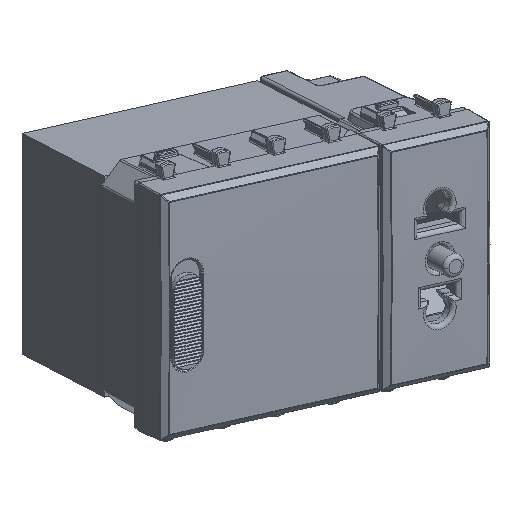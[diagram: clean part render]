
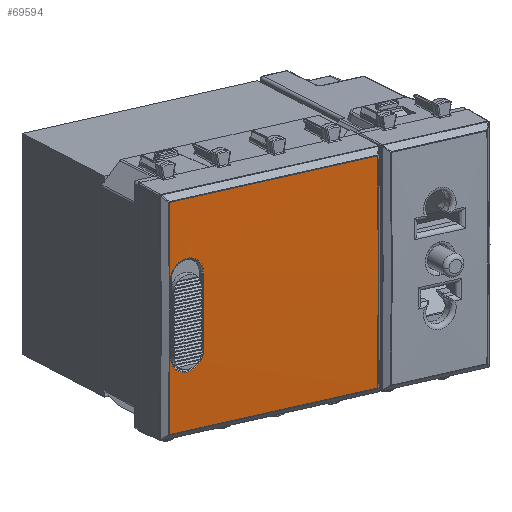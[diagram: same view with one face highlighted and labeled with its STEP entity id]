
A CAD part, top view. The second image highlights one B-rep face of the part: STEP entity #69594.
In plain terms, the highlighted cylindrical face has radius 825.133 mm (diameter 1650.27 mm), a partial arc.
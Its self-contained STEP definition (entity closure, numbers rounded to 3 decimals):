
#68989=CARTESIAN_POINT('Vertex',(-6.903,14.363,9.246)) ;
#68993=CARTESIAN_POINT('Control Point',(-6.903,14.363,9.246)) ;
#68994=CARTESIAN_POINT('Control Point',(-4.362,14.363,9.267)) ;
#68995=CARTESIAN_POINT('Control Point',(-1.822,14.363,9.279)) ;
#68996=CARTESIAN_POINT('Control Point',(0.718,14.363,9.281)) ;
#68997=CARTESIAN_POINT('Control Point',(3.479,14.363,9.272)) ;
#68998=CARTESIAN_POINT('Control Point',(6.24,14.363,9.251)) ;
#68999=CARTESIAN_POINT('Control Point',(6.461,14.363,9.25)) ;
#69000=CARTESIAN_POINT('Control Point',(6.682,14.363,9.248)) ;
#69001=CARTESIAN_POINT('Control Point',(6.903,14.363,9.246)) ;
#69002=CARTESIAN_POINT('Vertex',(6.903,14.363,9.246)) ;
#69074=CARTESIAN_POINT('Control Point',(6.903,21.137,9.246)) ;
#69075=CARTESIAN_POINT('Control Point',(7.138,21.136,9.244)) ;
#69076=CARTESIAN_POINT('Control Point',(7.373,21.116,9.242)) ;
#69077=CARTESIAN_POINT('Control Point',(7.606,21.075,9.24)) ;
#69078=CARTESIAN_POINT('Control Point',(8.334,20.88,9.233)) ;
#69079=CARTESIAN_POINT('Control Point',(8.992,20.489,9.226)) ;
#69080=CARTESIAN_POINT('Control Point',(9.386,20.136,9.222)) ;
#69081=CARTESIAN_POINT('Control Point',(10.021,19.299,9.214)) ;
#69082=CARTESIAN_POINT('Control Point',(10.304,18.287,9.211)) ;
#69083=CARTESIAN_POINT('Control Point',(10.346,17.76,9.21)) ;
#69084=CARTESIAN_POINT('Control Point',(10.267,17.064,9.211)) ;
#69085=CARTESIAN_POINT('Control Point',(10.021,16.42,9.214)) ;
#69086=CARTESIAN_POINT('Control Point',(9.95,16.263,9.215)) ;
#69087=CARTESIAN_POINT('Control Point',(9.705,15.807,9.218)) ;
#69088=CARTESIAN_POINT('Control Point',(9.378,15.403,9.222)) ;
#69089=CARTESIAN_POINT('Control Point',(9.126,15.163,9.225)) ;
#69090=CARTESIAN_POINT('Control Point',(8.637,14.804,9.23)) ;
#69091=CARTESIAN_POINT('Control Point',(8.084,14.561,9.235)) ;
#69092=CARTESIAN_POINT('Control Point',(7.838,14.48,9.238)) ;
#69093=CARTESIAN_POINT('Control Point',(7.543,14.414,9.241)) ;
#69094=CARTESIAN_POINT('Control Point',(7.245,14.381,9.243)) ;
#69095=CARTESIAN_POINT('Control Point',(7.202,14.376,9.244)) ;
#69096=CARTESIAN_POINT('Control Point',(7.117,14.37,9.244)) ;
#69097=CARTESIAN_POINT('Control Point',(7.031,14.365,9.245)) ;
#69098=CARTESIAN_POINT('Control Point',(6.988,14.364,9.245)) ;
#69099=CARTESIAN_POINT('Control Point',(6.945,14.363,9.246)) ;
#69100=CARTESIAN_POINT('Control Point',(6.903,14.363,9.246)) ;
#69101=CARTESIAN_POINT('Vertex',(6.903,21.137,9.246)) ;
#69155=CARTESIAN_POINT('Control Point',(6.903,21.137,9.246)) ;
#69156=CARTESIAN_POINT('Control Point',(5.743,21.137,9.256)) ;
#69157=CARTESIAN_POINT('Control Point',(4.583,21.137,9.263)) ;
#69158=CARTESIAN_POINT('Control Point',(3.424,21.137,9.269)) ;
#69159=CARTESIAN_POINT('Control Point',(0.663,21.137,9.278)) ;
#69160=CARTESIAN_POINT('Control Point',(-2.098,21.137,9.275)) ;
#69161=CARTESIAN_POINT('Control Point',(-3.7,21.137,9.269)) ;
#69162=CARTESIAN_POINT('Control Point',(-5.301,21.137,9.26)) ;
#69163=CARTESIAN_POINT('Control Point',(-6.903,21.137,9.246)) ;
#69164=CARTESIAN_POINT('Vertex',(-6.903,21.137,9.246)) ;
#69236=CARTESIAN_POINT('Control Point',(-6.903,14.363,9.246)) ;
#69237=CARTESIAN_POINT('Control Point',(-7.138,14.364,9.244)) ;
#69238=CARTESIAN_POINT('Control Point',(-7.373,14.384,9.242)) ;
#69239=CARTESIAN_POINT('Control Point',(-7.606,14.425,9.24)) ;
#69240=CARTESIAN_POINT('Control Point',(-8.334,14.62,9.233)) ;
#69241=CARTESIAN_POINT('Control Point',(-8.992,15.011,9.226)) ;
#69242=CARTESIAN_POINT('Control Point',(-9.386,15.364,9.222)) ;
#69243=CARTESIAN_POINT('Control Point',(-10.021,16.201,9.214)) ;
#69244=CARTESIAN_POINT('Control Point',(-10.304,17.213,9.211)) ;
#69245=CARTESIAN_POINT('Control Point',(-10.346,17.74,9.21)) ;
#69246=CARTESIAN_POINT('Control Point',(-10.267,18.436,9.211)) ;
#69247=CARTESIAN_POINT('Control Point',(-10.021,19.08,9.214)) ;
#69248=CARTESIAN_POINT('Control Point',(-9.95,19.237,9.215)) ;
#69249=CARTESIAN_POINT('Control Point',(-9.705,19.693,9.218)) ;
#69250=CARTESIAN_POINT('Control Point',(-9.378,20.097,9.222)) ;
#69251=CARTESIAN_POINT('Control Point',(-9.126,20.337,9.225)) ;
#69252=CARTESIAN_POINT('Control Point',(-8.637,20.696,9.23)) ;
#69253=CARTESIAN_POINT('Control Point',(-8.084,20.939,9.235)) ;
#69254=CARTESIAN_POINT('Control Point',(-7.838,21.02,9.238)) ;
#69255=CARTESIAN_POINT('Control Point',(-7.543,21.086,9.241)) ;
#69256=CARTESIAN_POINT('Control Point',(-7.245,21.119,9.243)) ;
#69257=CARTESIAN_POINT('Control Point',(-7.202,21.124,9.244)) ;
#69258=CARTESIAN_POINT('Control Point',(-7.117,21.13,9.244)) ;
#69259=CARTESIAN_POINT('Control Point',(-7.031,21.135,9.245)) ;
#69260=CARTESIAN_POINT('Control Point',(-6.988,21.136,9.245)) ;
#69261=CARTESIAN_POINT('Control Point',(-6.945,21.137,9.246)) ;
#69262=CARTESIAN_POINT('Control Point',(-6.903,21.137,9.246)) ;
#69547=CARTESIAN_POINT('Axis2P3D Location',(0.,0.,-815.858)) ;
#69553=CARTESIAN_POINT('Control Point',(-21.01,21.203,9.007)) ;
#69554=CARTESIAN_POINT('Control Point',(-7.006,21.2,9.364)) ;
#69555=CARTESIAN_POINT('Control Point',(7.006,21.2,9.364)) ;
#69556=CARTESIAN_POINT('Control Point',(21.01,21.203,9.007)) ;
#69557=CARTESIAN_POINT('Vertex',(21.01,21.203,9.007)) ;
#69559=CARTESIAN_POINT('Vertex',(-21.01,21.203,9.007)) ;
#69562=CARTESIAN_POINT('Line Origine',(-21.01,0.,9.007)) ;
#69566=CARTESIAN_POINT('Vertex',(-21.01,-21.183,9.007)) ;
#69570=CARTESIAN_POINT('Control Point',(-21.01,-21.183,9.007)) ;
#69571=CARTESIAN_POINT('Control Point',(-7.007,-21.18,9.364)) ;
#69572=CARTESIAN_POINT('Control Point',(7.006,-21.18,9.364)) ;
#69573=CARTESIAN_POINT('Control Point',(21.01,-21.183,9.007)) ;
#69574=CARTESIAN_POINT('Vertex',(21.01,-21.183,9.007)) ;
#69577=CARTESIAN_POINT('Line Origine',(21.01,0.,9.007)) ;
#69548=DIRECTION('Axis2P3D Direction',(0.,1.,-0.)) ;
#69549=DIRECTION('Axis2P3D XDirection',(-0.027,0.,1.)) ;
#69563=DIRECTION('Vector Direction',(0.,1.,0.)) ;
#69578=DIRECTION('Vector Direction',(0.,1.,0.)) ;
#69550=AXIS2_PLACEMENT_3D('Cylinder Axis2P3D',#69547,#69548,#69549) ;
#69583=ORIENTED_EDGE('',*,*,#69561,.T.) ;
#69584=ORIENTED_EDGE('',*,*,#69568,.T.) ;
#69585=ORIENTED_EDGE('',*,*,#69576,.T.) ;
#69586=ORIENTED_EDGE('',*,*,#69581,.T.) ;
#69589=ORIENTED_EDGE('',*,*,#69263,.F.) ;
#69590=ORIENTED_EDGE('',*,*,#69166,.F.) ;
#69591=ORIENTED_EDGE('',*,*,#69103,.F.) ;
#69592=ORIENTED_EDGE('',*,*,#69004,.F.) ;
#69593=FACE_BOUND('',#69588,.T.) ;
#69564=VECTOR('Line Direction',#69563,1.) ;
#69579=VECTOR('Line Direction',#69578,1.) ;
#69594=ADVANCED_FACE('PartBody',(#69587,#69593),#69551,.T.) ;
#68992=B_SPLINE_CURVE_WITH_KNOTS('',5,(#68993,#68994,#68995,#68996,#68997,#68998,#68999,#69000,#69001),.UNSPECIFIED.,.F.,.U.,(6,3,6),(39.178,61.175,63.087),.UNSPECIFIED.) ;
#69073=B_SPLINE_CURVE_WITH_KNOTS('',5,(#69074,#69075,#69076,#69077,#69078,#69079,#69080,#69081,#69082,#69083,#69084,#69085,#69086,#69087,#69088,#69089,#69090,#69091,#69092,#69093,#69094,#69095,#69096,#69097,#69098,#69099,#69100),.UNSPECIFIED.,.F.,.U.,(6,3,3,3,3,3,3,3,6),(2.684,4.627,8.892,13.158,14.579,17.422,19.55,19.904,20.257),.UNSPECIFIED.) ;
#69154=B_SPLINE_CURVE_WITH_KNOTS('',5,(#69155,#69156,#69157,#69158,#69159,#69160,#69161,#69162,#69163),.UNSPECIFIED.,.F.,.U.,(6,3,6),(39.178,49.22,63.086),.UNSPECIFIED.) ;
#69235=B_SPLINE_CURVE_WITH_KNOTS('',5,(#69236,#69237,#69238,#69239,#69240,#69241,#69242,#69243,#69244,#69245,#69246,#69247,#69248,#69249,#69250,#69251,#69252,#69253,#69254,#69255,#69256,#69257,#69258,#69259,#69260,#69261,#69262),.UNSPECIFIED.,.F.,.U.,(6,3,3,3,3,3,3,3,6),(2.684,4.627,8.892,13.158,14.579,17.422,19.55,19.904,20.257),.UNSPECIFIED.) ;
#69552=B_SPLINE_CURVE_WITH_KNOTS('',3,(#69553,#69554,#69555,#69556),.UNSPECIFIED.,.F.,.U.,(4,4),(17.34,90.096),.UNSPECIFIED.) ;
#69569=B_SPLINE_CURVE_WITH_KNOTS('',3,(#69570,#69571,#69572,#69573),.UNSPECIFIED.,.F.,.U.,(4,4),(17.341,90.096),.UNSPECIFIED.) ;
#69551=CYLINDRICAL_SURFACE('generated cylinder',#69550,825.133) ;
#69004=EDGE_CURVE('',#68990,#69003,#68992,.T.) ;
#69103=EDGE_CURVE('',#69003,#69102,#69073,.F.) ;
#69166=EDGE_CURVE('',#69102,#69165,#69154,.T.) ;
#69263=EDGE_CURVE('',#69165,#68990,#69235,.F.) ;
#69561=EDGE_CURVE('',#69558,#69560,#69552,.F.) ;
#69568=EDGE_CURVE('',#69560,#69567,#69565,.F.) ;
#69576=EDGE_CURVE('',#69567,#69575,#69569,.T.) ;
#69581=EDGE_CURVE('',#69575,#69558,#69580,.T.) ;
#69582=EDGE_LOOP('',(#69583,#69584,#69585,#69586)) ;
#69588=EDGE_LOOP('',(#69589,#69590,#69591,#69592)) ;
#69587=FACE_OUTER_BOUND('',#69582,.T.) ;
#69565=LINE('Line',#69562,#69564) ;
#69580=LINE('Line',#69577,#69579) ;
#68990=VERTEX_POINT('',#68989) ;
#69003=VERTEX_POINT('',#69002) ;
#69102=VERTEX_POINT('',#69101) ;
#69165=VERTEX_POINT('',#69164) ;
#69558=VERTEX_POINT('',#69557) ;
#69560=VERTEX_POINT('',#69559) ;
#69567=VERTEX_POINT('',#69566) ;
#69575=VERTEX_POINT('',#69574) ;
